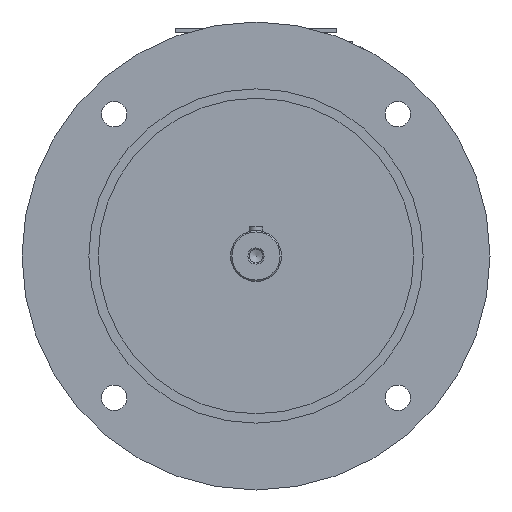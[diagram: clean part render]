
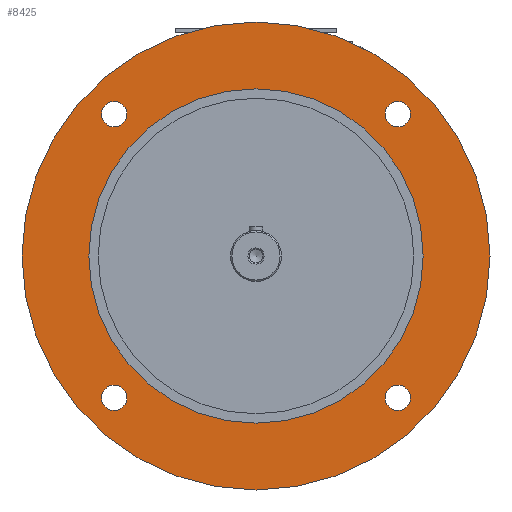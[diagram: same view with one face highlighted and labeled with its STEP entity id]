
A CAD part, front view. The second image highlights one B-rep face of the part: STEP entity #8425.
In plain terms, the highlighted planar face has unit normal (0, -1, 0).
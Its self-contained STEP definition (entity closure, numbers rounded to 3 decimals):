
#212=CIRCLE('',#8491,9.5);
#214=CIRCLE('',#8494,9.5);
#216=CIRCLE('',#8497,9.5);
#411=CIRCLE('',#8991,175.);
#413=CIRCLE('',#8994,9.5);
#414=CIRCLE('',#8995,125.);
#2012=ORIENTED_EDGE('',*,*,#2249,.F.);
#2013=ORIENTED_EDGE('',*,*,#2251,.F.);
#2014=ORIENTED_EDGE('',*,*,#2253,.F.);
#2015=ORIENTED_EDGE('',*,*,#3023,.F.);
#2016=ORIENTED_EDGE('',*,*,#3024,.T.);
#2017=ORIENTED_EDGE('',*,*,#3021,.F.);
#2249=EDGE_CURVE('',#3139,#3139,#212,.T.);
#2251=EDGE_CURVE('',#3141,#3141,#214,.T.);
#2253=EDGE_CURVE('',#3143,#3143,#216,.T.);
#3021=EDGE_CURVE('',#3653,#3653,#411,.T.);
#3023=EDGE_CURVE('',#3655,#3655,#413,.T.);
#3024=EDGE_CURVE('',#3656,#3656,#414,.T.);
#3139=VERTEX_POINT('',#10881);
#3141=VERTEX_POINT('',#10886);
#3143=VERTEX_POINT('',#10891);
#3653=VERTEX_POINT('',#12630);
#3655=VERTEX_POINT('',#12635);
#3656=VERTEX_POINT('',#12637);
#5148=EDGE_LOOP('',(#2012));
#5149=EDGE_LOOP('',(#2013));
#5150=EDGE_LOOP('',(#2014));
#5151=EDGE_LOOP('',(#2015));
#5152=EDGE_LOOP('',(#2016));
#5153=EDGE_LOOP('',(#2017));
#5523=FACE_BOUND('',#5148,.T.);
#5524=FACE_BOUND('',#5149,.T.);
#5525=FACE_BOUND('',#5150,.T.);
#5526=FACE_BOUND('',#5151,.T.);
#5527=FACE_BOUND('',#5152,.T.);
#5528=FACE_BOUND('',#5153,.T.);
#5801=PLANE('',#8993);
#8425=ADVANCED_FACE('',(#5523,#5524,#5525,#5526,#5527,#5528),#5801,.F.);
#8491=AXIS2_PLACEMENT_3D('',#10880,#9115,#9116);
#8494=AXIS2_PLACEMENT_3D('',#10885,#9121,#9122);
#8497=AXIS2_PLACEMENT_3D('',#10890,#9127,#9128);
#8991=AXIS2_PLACEMENT_3D('',#12629,#10602,#10603);
#8993=AXIS2_PLACEMENT_3D('',#12633,#10606,#10607);
#8994=AXIS2_PLACEMENT_3D('',#12634,#10608,#10609);
#8995=AXIS2_PLACEMENT_3D('',#12636,#10610,#10611);
#9115=DIRECTION('',(0.,-1.,0.));
#9116=DIRECTION('',(0.,0.,1.));
#9121=DIRECTION('',(0.,-1.,0.));
#9122=DIRECTION('',(-1.,0.,0.));
#9127=DIRECTION('',(0.,-1.,0.));
#9128=DIRECTION('',(0.,0.,-1.));
#10602=DIRECTION('',(0.,1.,0.));
#10603=DIRECTION('',(1.,0.,0.));
#10606=DIRECTION('',(0.,1.,0.));
#10607=DIRECTION('',(0.,0.,1.));
#10608=DIRECTION('',(0.,-1.,0.));
#10609=DIRECTION('',(1.,0.,0.));
#10610=DIRECTION('',(0.,1.,0.));
#10611=DIRECTION('',(1.,0.,0.));
#10880=CARTESIAN_POINT('',(-106.066,-40.,-106.066));
#10881=CARTESIAN_POINT('',(-106.066,-40.,-96.566));
#10885=CARTESIAN_POINT('',(106.066,-40.,-106.066));
#10886=CARTESIAN_POINT('',(96.566,-40.,-106.066));
#10890=CARTESIAN_POINT('',(106.066,-40.,106.066));
#10891=CARTESIAN_POINT('',(106.066,-40.,96.566));
#12629=CARTESIAN_POINT('',(0.,-40.,0.));
#12630=CARTESIAN_POINT('',(175.,-40.,0.));
#12633=CARTESIAN_POINT('',(0.,-40.,0.));
#12634=CARTESIAN_POINT('',(-106.066,-40.,106.066));
#12635=CARTESIAN_POINT('',(-96.566,-40.,106.066));
#12636=CARTESIAN_POINT('',(0.,-40.,0.));
#12637=CARTESIAN_POINT('',(125.,-40.,0.));
